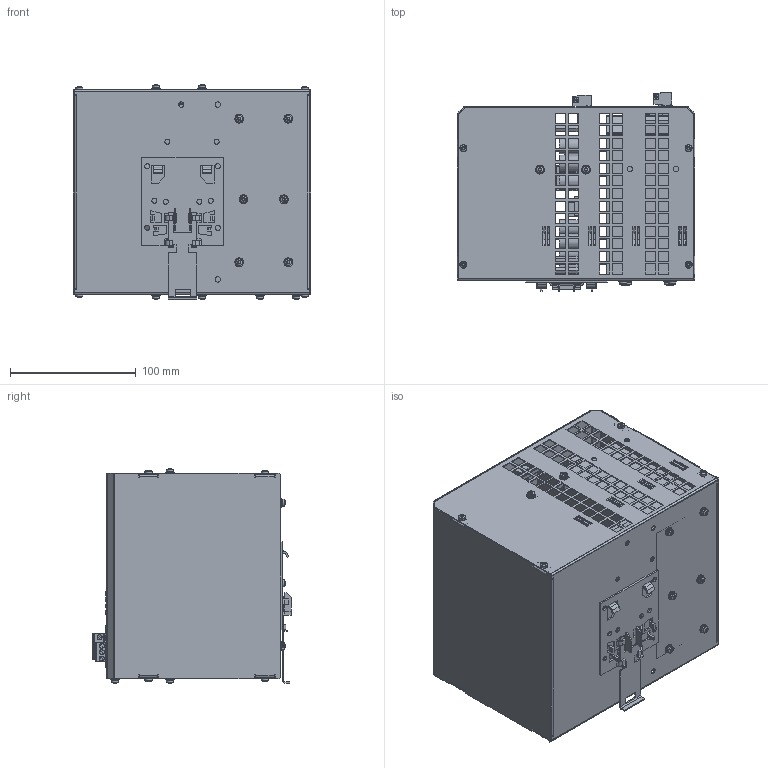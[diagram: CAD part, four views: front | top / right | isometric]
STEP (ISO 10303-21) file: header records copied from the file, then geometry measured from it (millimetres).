
FILE_DESCRIPTION(/* description */ (''),/* implementation_level */ '2;1');
FILE_NAME(/* name */ 'AC-C-TEC2410-10.stp',/* time_stamp */ '2023-06-16T12:50:56-04:00',/* author */ ('altec'),/* organization */ (''),/* preprocessor_version */ 'ST-DEVELOPER v19.2',/* originating_system */ 'Autodesk Inventor 2024',/* authorisation */ '');
FILE_SCHEMA (('AUTOMOTIVE_DESIGN { 1 0 10303 214 3 1 1 }'));
Products named in the file (24): AC-C-TEC2410-10; DIN7981 2,9x6,5 ; DIN6900 M3x6-gvz; 289030050035 ; DIN934 M3-gvz; 0607G01Z03-141103; 0607G01Z01-141103; 0606G02L01-130826 ; 0606G02L01-130826 DC-USV, Puffermodul 24V 10A; SCHNEIDER-LUMBERG USB-2.0-Steckverbinder; SCHNEIDER-MENTOR Leuchtdoide 3xgrün-1xrot; 2EDGRM-9x5.08; 2EDGRM-3x5.08; 0606G03L06-130923 ; 0606G03L06-130923 Kondensatorbatterie; NFPG1311G02001 ; 1138G02-120118 ; 1138G02-120118 Platine; SCHNEIDER Keystone 7690; 2EDGVM-3.x7,62; 2EDKM-7.62x3 ; 2EDGKM-5.08x3 ; SCHNEIDER Hutschienenbefestigung; SCHNEIDER Stiftkontakt
Assembly tree (61 placements, depth 3):
  AC-C-TEC2410-10
    DIN6900 M3x6-gvz  x17
    DIN934 M3-gvz  x5
    DIN7981 2,9x6,5   x8
    289030050035   x5
    0607G01Z03-141103
    0607G01Z01-141103
    0606G02L01-130826 
      0606G02L01-130826 DC-USV, Puffermodul 24V 10A
      SCHNEIDER Keystone 7690  x2
      SCHNEIDER-LUMBERG USB-2.0-Steckverbinder
      SCHNEIDER-MENTOR Leuchtdoide 3xgrün-1xrot
      2EDGRM-9x5.08
      2EDGRM-3x5.08
    0606G03L06-130923 
      0606G03L06-130923 Kondensatorbatterie
      SCHNEIDER Keystone 7690  x2
    NFPG1311G02001 
    1138G02-120118 
      1138G02-120118 Platine
      SCHNEIDER Keystone 7690  x2
      2EDGVM-3.x7,62
    2EDKM-7.62x3 
    2EDGKM-5.08x3 
    SCHNEIDER Hutschienenbefestigung
    SCHNEIDER Stiftkontakt  x3
Bounding box: 189 x 157.82 x 170.4 mm (x, y, z)
Volume: 2011567.2 mm3; surface area: 635992.7 mm2
Topology: 139 solids, 139 shells, 5548 faces, 13714 edges, 8690 vertices
Faces by surface type: plane 3700, cylinder 1196, cone 392, torus 124, bspline 93, sphere 43
Full cylindrical faces by diameter (mm): 0.434 x3, 0.609 x2, 1 x6, 1.4 x22, 1.8 x6, 2.4 x4, 2.459 x16, 2.5 x16, 2.693 x25, 2.75 x17, 2.8 x22, 3 x37, 3.2 x8, 3.4 x6, 3.5 x16, 3.783 x6, 3.8 x2, 4 x22, 4.2 x20, 5.6 x25, 7 x17, 13 x7, 35 x12
Entity records: 129097 total; most frequent: CARTESIAN_POINT 23950, ORIENTED_EDGE 21074, DIRECTION 20460, EDGE_CURVE 10537, LINE 8384, VECTOR 8384, VERTEX_POINT 6678, AXIS2_PLACEMENT_3D 6038
